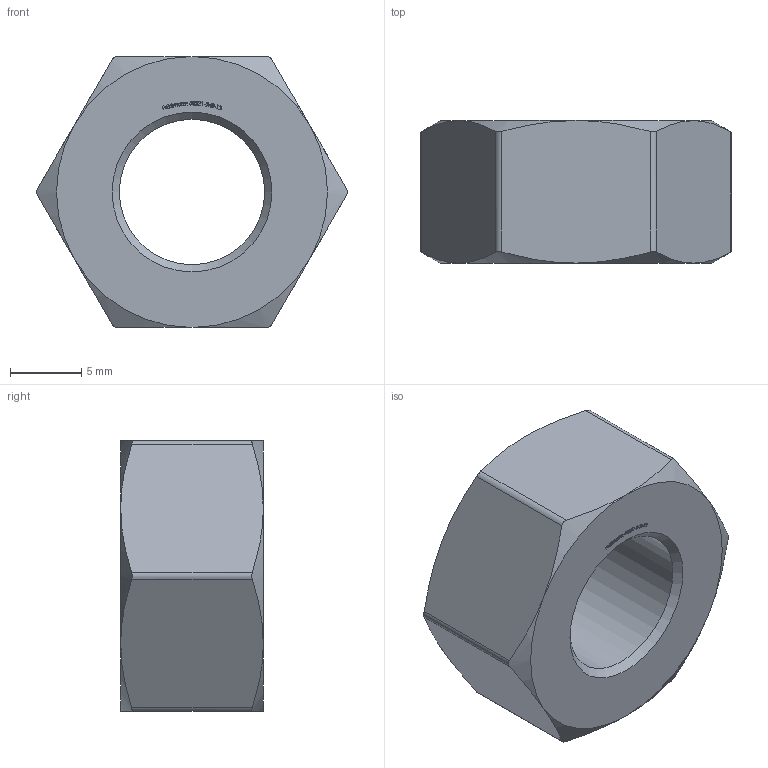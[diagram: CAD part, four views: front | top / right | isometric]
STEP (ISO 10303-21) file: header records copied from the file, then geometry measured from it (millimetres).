
FILE_DESCRIPTION (( 'STEP AP203' ), '1' );
FILE_NAME ('58321-240-12.step', '2019-12-19T11:50:26', ( '' ), ( '' ), 'SwSTEP 2.0', 'SolidWorks 2015', '' );
FILE_SCHEMA (( 'CONFIG_CONTROL_DESIGN' ));
Length unit declared in the file: millimetre
Products named in the file (2): 58321-240-12
Bounding box: 21.78 x 10 x 19 mm (x, y, z)
Volume: 2285.4 mm3; surface area: 1392.4 mm2
Topology: 1 solids, 1 shells, 284 faces, 753 edges, 500 vertices
Faces by surface type: plane 149, bspline 114, cone 14, cylinder 7
Full cylindrical faces by diameter (mm): 10.2 x1
Entity records: 15645 total; most frequent: CARTESIAN_POINT 9296, ORIENTED_EDGE 1496, DIRECTION 844, EDGE_CURVE 748, VERTEX_POINT 496, VECTOR 468, LINE 468, EDGE_LOOP 316
